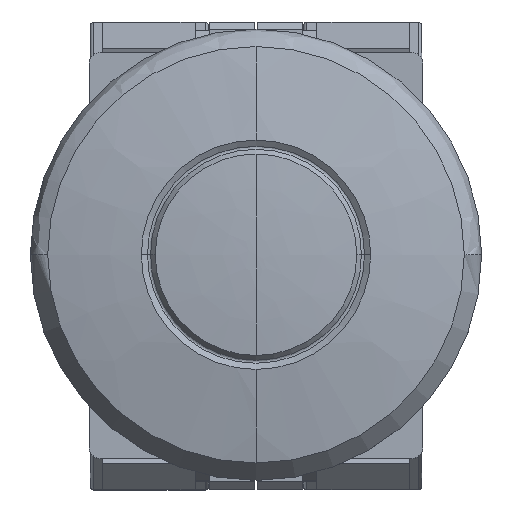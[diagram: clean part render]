
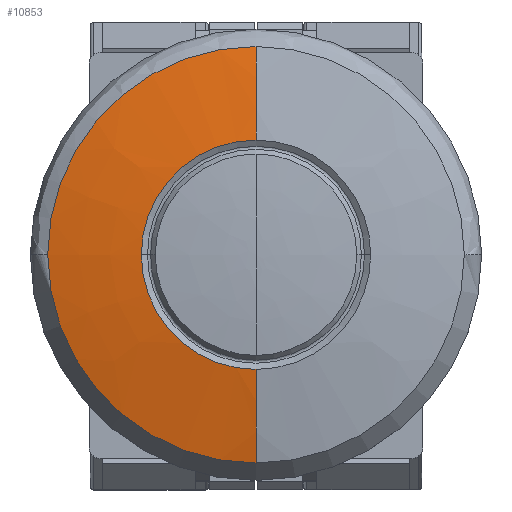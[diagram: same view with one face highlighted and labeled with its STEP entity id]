
A CAD part, top view. The second image highlights one B-rep face of the part: STEP entity #10853.
In plain terms, the highlighted free-form (B-spline) face has degree [3, 3] with [4, 4] control points.
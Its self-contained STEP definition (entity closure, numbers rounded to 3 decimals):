
#122 = ORIENTED_EDGE ( 'NONE', *, *, #2949, .F. ) ;
#307 = AXIS2_PLACEMENT_3D ( 'NONE', #7390, #11386, #2387 ) ;
#580 = CIRCLE ( 'NONE', #7948, 18.462 ) ;
#717 = CARTESIAN_POINT ( 'NONE',  ( 1.006, -12.954, -25.909 ) ) ;
#816 = VERTEX_POINT ( 'NONE', #3157 ) ;
#818 = CARTESIAN_POINT ( 'NONE',  ( 2.159, 0., 0. ) ) ;
#976 = ORIENTED_EDGE ( 'NONE', *, *, #8475, .F. ) ;
#1548 = CARTESIAN_POINT ( 'NONE',  ( 2.159, 0., 0. ) ) ;
#1705 = CARTESIAN_POINT ( 'NONE',  ( 1.51, -15.723, 0. ) ) ;
#2001 = CIRCLE ( 'NONE', #307, 10.163 ) ;
#2035 = ORIENTED_EDGE ( 'NONE', *, *, #3406, .F. ) ;
#2102 = ORIENTED_EDGE ( 'NONE', *, *, #2232, .F. ) ;
#2139 = DIRECTION ( 'NONE',  ( 1., 0., 0. ) ) ;
#2232 = EDGE_CURVE ( 'NONE', #7523, #10183, #12468, .T. ) ;
#2387 = DIRECTION ( 'NONE',  ( 0., 0., 1. ) ) ;
#2698 = CARTESIAN_POINT ( 'NONE',  ( 1.51, 15.723, 0. ) ) ;
#2938 = DIRECTION ( 'NONE',  ( -1., 0., 0. ) ) ;
#2949 = EDGE_CURVE ( 'NONE', #8437, #7523, #10382, .T. ) ;
#2971 =( BOUNDED_SURFACE ( )  B_SPLINE_SURFACE ( 3, 3, ( 
 ( #12683, #3684, #7695, #11694 ),
 ( #2698, #6711, #10709, #1705 ),
 ( #5727, #9724, #717, #4731 ),
 ( #8736, #12753, #3747, #7768 ) ),
 .UNSPECIFIED., .F., .F., .T. ) 
 B_SPLINE_SURFACE_WITH_KNOTS ( ( 4, 4 ),
 ( 4, 4 ),
 ( 0., 1. ),
 ( 0., 1. ),
 .UNSPECIFIED. ) 
 GEOMETRIC_REPRESENTATION_ITEM ( )  RATIONAL_B_SPLINE_SURFACE ( (
 ( 1., 0.333, 0.333, 1.),
 ( 0.999, 0.333, 0.333, 0.999),
 ( 0.999, 0.333, 0.333, 0.999),
 ( 1., 0.333, 0.333, 1.) ) ) 
 REPRESENTATION_ITEM ( '' )  SURFACE ( )  );
#2979 = DIRECTION ( 'NONE',  ( 0., 0., 1. ) ) ;
#3057 = AXIS2_PLACEMENT_3D ( 'NONE', #818, #4830, #8838 ) ;
#3157 = CARTESIAN_POINT ( 'NONE',  ( 0.648, -10.163, 0. ) ) ;
#3406 = EDGE_CURVE ( 'NONE', #6738, #816, #2001, .T. ) ;
#3684 = CARTESIAN_POINT ( 'NONE',  ( 2.159, 18.462, -36.923 ) ) ;
#3747 = CARTESIAN_POINT ( 'NONE',  ( 0.648, -10.163, -20.326 ) ) ;
#4008 = ORIENTED_EDGE ( 'NONE', *, *, #6751, .T. ) ;
#4064 = CARTESIAN_POINT ( 'NONE',  ( 2.159, 18.462, 0. ) ) ;
#4068 = ORIENTED_EDGE ( 'NONE', *, *, #6000, .F. ) ;
#4111 = CARTESIAN_POINT ( 'NONE',  ( 80., 0., 0. ) ) ;
#4557 = AXIS2_PLACEMENT_3D ( 'NONE', #11930, #2938, #6945 ) ;
#4665 = FACE_OUTER_BOUND ( 'NONE', #7579, .T. ) ;
#4731 = CARTESIAN_POINT ( 'NONE',  ( 1.006, -12.954, 0. ) ) ;
#4830 = DIRECTION ( 'NONE',  ( 1., 0., 0. ) ) ;
#5571 = DIRECTION ( 'NONE',  ( 1., 0., 0. ) ) ;
#5727 = CARTESIAN_POINT ( 'NONE',  ( 1.006, 12.954, 0. ) ) ;
#6000 = EDGE_CURVE ( 'NONE', #10183, #6738, #10241, .T. ) ;
#6002 = VERTEX_POINT ( 'NONE', #10946 ) ;
#6711 = CARTESIAN_POINT ( 'NONE',  ( 1.51, 15.723, -31.446 ) ) ;
#6738 = VERTEX_POINT ( 'NONE', #11071 ) ;
#6751 = EDGE_CURVE ( 'NONE', #6002, #816, #11089, .T. ) ;
#6945 = DIRECTION ( 'NONE',  ( 0., 0., 1. ) ) ;
#6983 = DIRECTION ( 'NONE',  ( 1., 0., 0. ) ) ;
#7005 = CARTESIAN_POINT ( 'NONE',  ( 0.648, 10.163, 0. ) ) ;
#7390 = CARTESIAN_POINT ( 'NONE',  ( 0.648, 0., 0. ) ) ;
#7523 = VERTEX_POINT ( 'NONE', #4064 ) ;
#7579 = EDGE_LOOP ( 'NONE', ( #976, #4008, #2035, #4068, #2102, #122 ) ) ;
#7695 = CARTESIAN_POINT ( 'NONE',  ( 2.159, -18.462, -36.923 ) ) ;
#7768 = CARTESIAN_POINT ( 'NONE',  ( 0.648, -10.163, 0. ) ) ;
#7948 = AXIS2_PLACEMENT_3D ( 'NONE', #1548, #5571, #9571 ) ;
#8291 = CARTESIAN_POINT ( 'NONE',  ( 2.159, 0., -18.462 ) ) ;
#8437 = VERTEX_POINT ( 'NONE', #8291 ) ;
#8475 = EDGE_CURVE ( 'NONE', #6002, #8437, #580, .T. ) ;
#8736 = CARTESIAN_POINT ( 'NONE',  ( 0.648, 10.163, 0. ) ) ;
#8838 = DIRECTION ( 'NONE',  ( 0., 1., 0. ) ) ;
#9571 = DIRECTION ( 'NONE',  ( 0., 1., 0. ) ) ;
#9724 = CARTESIAN_POINT ( 'NONE',  ( 1.006, 12.954, -25.909 ) ) ;
#9772 = AXIS2_PLACEMENT_3D ( 'NONE', #11976, #2979, #6983 ) ;
#10183 = VERTEX_POINT ( 'NONE', #7005 ) ;
#10241 = CIRCLE ( 'NONE', #4557, 10.163 ) ;
#10382 = CIRCLE ( 'NONE', #3057, 18.462 ) ;
#10709 = CARTESIAN_POINT ( 'NONE',  ( 1.51, -15.723, -31.446 ) ) ;
#10853 = ADVANCED_FACE ( 'NONE', ( #4665 ), #2971, .F. ) ;
#10946 = CARTESIAN_POINT ( 'NONE',  ( 2.159, -18.462, 0. ) ) ;
#11071 = CARTESIAN_POINT ( 'NONE',  ( 0.648, 0., -10.163 ) ) ;
#11089 = CIRCLE ( 'NONE', #12767, 80. ) ;
#11138 = DIRECTION ( 'NONE',  ( 0., 0., -1. ) ) ;
#11386 = DIRECTION ( 'NONE',  ( -1., 0., 0. ) ) ;
#11694 = CARTESIAN_POINT ( 'NONE',  ( 2.159, -18.462, 0. ) ) ;
#11930 = CARTESIAN_POINT ( 'NONE',  ( 0.648, 0., 0. ) ) ;
#11976 = CARTESIAN_POINT ( 'NONE',  ( 80., 0., 0. ) ) ;
#12468 = CIRCLE ( 'NONE', #9772, 80. ) ;
#12683 = CARTESIAN_POINT ( 'NONE',  ( 2.159, 18.462, 0. ) ) ;
#12753 = CARTESIAN_POINT ( 'NONE',  ( 0.648, 10.163, -20.326 ) ) ;
#12767 = AXIS2_PLACEMENT_3D ( 'NONE', #4111, #11138, #2139 ) ;
